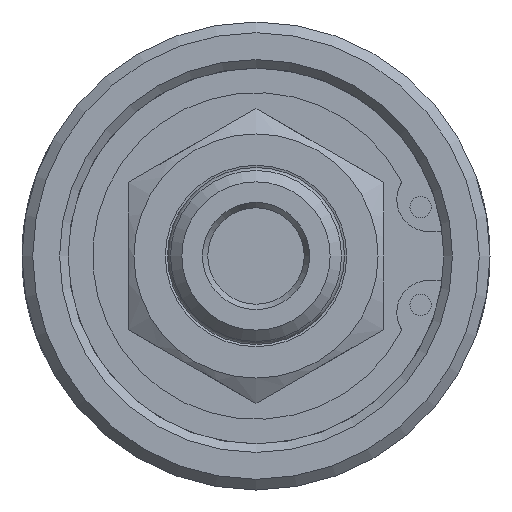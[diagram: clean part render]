
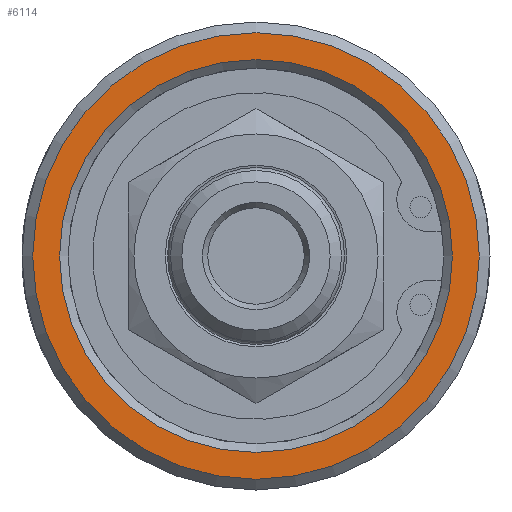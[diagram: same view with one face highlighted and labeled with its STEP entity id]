
A CAD part, left-side view. The second image highlights one B-rep face of the part: STEP entity #6114.
In plain terms, the highlighted planar face has unit normal (-1, 0, 0).
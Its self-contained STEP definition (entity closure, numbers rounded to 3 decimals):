
#1319=FACE_BOUND('',#1891,.T.);
#1373=PLANE('',#6565);
#1525=FACE_OUTER_BOUND('',#1890,.T.);
#1890=EDGE_LOOP('',(#4301));
#1891=EDGE_LOOP('',(#4302));
#2309=CIRCLE('',#6564,18.34);
#2310=CIRCLE('',#6566,20.85);
#2578=VERTEX_POINT('',#8643);
#2579=VERTEX_POINT('',#8647);
#3253=EDGE_CURVE('',#2578,#2578,#2309,.T.);
#3254=EDGE_CURVE('',#2579,#2579,#2310,.T.);
#4301=ORIENTED_EDGE('',*,*,#3254,.F.);
#4302=ORIENTED_EDGE('',*,*,#3253,.F.);
#6114=ADVANCED_FACE('',(#1525,#1319),#1373,.T.);
#6564=AXIS2_PLACEMENT_3D('',#8645,#7221,#7222);
#6565=AXIS2_PLACEMENT_3D('',#8646,#7223,#7224);
#6566=AXIS2_PLACEMENT_3D('',#8648,#7225,#7226);
#7221=DIRECTION('center_axis',(-1.,0.,0.));
#7222=DIRECTION('ref_axis',(0.,-1.,0.));
#7223=DIRECTION('center_axis',(-1.,0.,0.));
#7224=DIRECTION('ref_axis',(0.,0.,1.));
#7225=DIRECTION('center_axis',(1.,0.,0.));
#7226=DIRECTION('ref_axis',(0.,-1.,0.));
#8643=CARTESIAN_POINT('',(0.,18.34,0.));
#8645=CARTESIAN_POINT('Origin',(0.,0.,0.));
#8646=CARTESIAN_POINT('Origin',(0.,10.925,0.));
#8647=CARTESIAN_POINT('',(0.,20.85,0.));
#8648=CARTESIAN_POINT('Origin',(0.,0.,0.));
